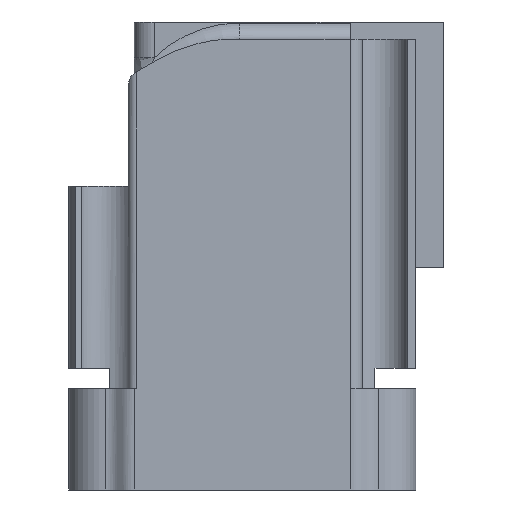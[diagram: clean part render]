
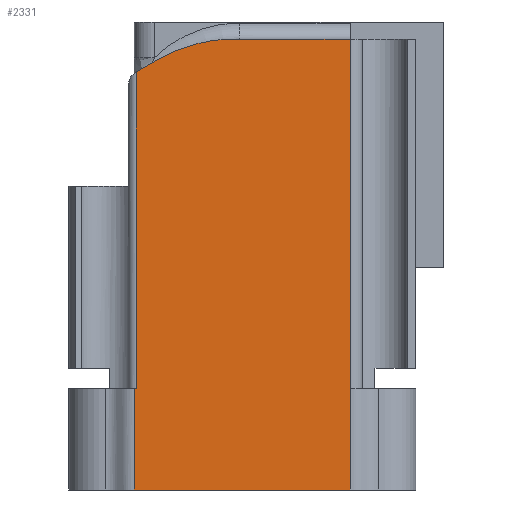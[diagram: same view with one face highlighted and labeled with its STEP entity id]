
A CAD part, left-side view. The second image highlights one B-rep face of the part: STEP entity #2331.
In plain terms, the highlighted planar face has unit normal (-1, 0, 0).
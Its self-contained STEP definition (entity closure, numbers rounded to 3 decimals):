
#32=B_SPLINE_CURVE_WITH_KNOTS('',3,(#3692,#3693,#3694,#3695,#3696,#3697,
#3698,#3699,#3700,#3701,#3702,#3703,#3704,#3705),.UNSPECIFIED.,.F.,.F.,
(4,2,2,2,2,2,4),(0.781,0.854,1.139,1.492,
1.845,2.488,3.131),.UNSPECIFIED.);
#93=PLANE('',#2514);
#194=FACE_OUTER_BOUND('',#325,.T.);
#325=EDGE_LOOP('',(#1824,#1825,#1826,#1827,#1828,#1829,#1830,#1831));
#532=LINE('',#3744,#789);
#535=LINE('',#3758,#792);
#536=LINE('',#3760,#793);
#537=LINE('',#3762,#794);
#538=LINE('',#3764,#795);
#539=LINE('',#3766,#796);
#540=LINE('',#3767,#797);
#789=VECTOR('',#2900,10.);
#792=VECTOR('',#2913,10.);
#793=VECTOR('',#2914,10.);
#794=VECTOR('',#2915,10.);
#795=VECTOR('',#2916,10.);
#796=VECTOR('',#2917,10.);
#797=VECTOR('',#2918,10.);
#1108=VERTEX_POINT('',#3690);
#1109=VERTEX_POINT('',#3691);
#1111=VERTEX_POINT('',#3743);
#1117=VERTEX_POINT('',#3757);
#1118=VERTEX_POINT('',#3759);
#1119=VERTEX_POINT('',#3761);
#1120=VERTEX_POINT('',#3763);
#1121=VERTEX_POINT('',#3765);
#1371=EDGE_CURVE('',#1108,#1109,#32,.T.);
#1375=EDGE_CURVE('',#1109,#1111,#532,.T.);
#1382=EDGE_CURVE('',#1117,#1108,#535,.T.);
#1383=EDGE_CURVE('',#1118,#1117,#536,.T.);
#1384=EDGE_CURVE('',#1119,#1118,#537,.T.);
#1385=EDGE_CURVE('',#1120,#1119,#538,.T.);
#1386=EDGE_CURVE('',#1120,#1121,#539,.T.);
#1387=EDGE_CURVE('',#1121,#1111,#540,.T.);
#1824=ORIENTED_EDGE('',*,*,#1371,.F.);
#1825=ORIENTED_EDGE('',*,*,#1382,.F.);
#1826=ORIENTED_EDGE('',*,*,#1383,.F.);
#1827=ORIENTED_EDGE('',*,*,#1384,.F.);
#1828=ORIENTED_EDGE('',*,*,#1385,.F.);
#1829=ORIENTED_EDGE('',*,*,#1386,.T.);
#1830=ORIENTED_EDGE('',*,*,#1387,.T.);
#1831=ORIENTED_EDGE('',*,*,#1375,.F.);
#2331=ADVANCED_FACE('',(#194),#93,.T.);
#2514=AXIS2_PLACEMENT_3D('',#3756,#2911,#2912);
#2900=DIRECTION('',(0.,-1.,0.));
#2911=DIRECTION('center_axis',(-1.,0.,0.));
#2912=DIRECTION('ref_axis',(0.,-1.,0.));
#2913=DIRECTION('',(0.,0.,1.));
#2914=DIRECTION('',(0.,-1.,0.));
#2915=DIRECTION('',(0.,0.,1.));
#2916=DIRECTION('',(0.,1.,0.));
#2917=DIRECTION('',(0.,0.,1.));
#2918=DIRECTION('',(0.,0.,1.));
#3690=CARTESIAN_POINT('',(-12.1,59.9,103.198));
#3691=CARTESIAN_POINT('',(-12.1,36.691,111.25));
#3692=CARTESIAN_POINT('Ctrl Pts',(-12.1,59.9,103.198));
#3693=CARTESIAN_POINT('Ctrl Pts',(-12.1,59.672,103.325));
#3694=CARTESIAN_POINT('Ctrl Pts',(-12.1,59.446,103.453));
#3695=CARTESIAN_POINT('Ctrl Pts',(-12.1,58.342,104.08));
#3696=CARTESIAN_POINT('Ctrl Pts',(-12.1,57.482,104.58));
#3697=CARTESIAN_POINT('Ctrl Pts',(-12.1,55.634,105.63));
#3698=CARTESIAN_POINT('Ctrl Pts',(-12.1,54.502,106.256));
#3699=CARTESIAN_POINT('Ctrl Pts',(-12.1,52.2,107.43));
#3700=CARTESIAN_POINT('Ctrl Pts',(-12.1,51.028,107.976));
#3701=CARTESIAN_POINT('Ctrl Pts',(-12.1,47.966,109.257));
#3702=CARTESIAN_POINT('Ctrl Pts',(-12.1,45.734,110.006));
#3703=CARTESIAN_POINT('Ctrl Pts',(-12.1,41.169,111.004));
#3704=CARTESIAN_POINT('Ctrl Pts',(-12.1,38.834,111.25));
#3705=CARTESIAN_POINT('Ctrl Pts',(-12.1,36.691,111.25));
#3743=CARTESIAN_POINT('',(-12.1,7.1,111.25));
#3744=CARTESIAN_POINT('',(-12.1,59.9,111.25));
#3756=CARTESIAN_POINT('Origin',(-12.1,60.4,0.));
#3757=CARTESIAN_POINT('',(-12.1,59.9,25.));
#3758=CARTESIAN_POINT('',(-12.1,59.9,30.));
#3759=CARTESIAN_POINT('',(-12.1,60.4,25.));
#3760=CARTESIAN_POINT('',(-12.1,7.1,25.));
#3761=CARTESIAN_POINT('',(-12.1,60.4,0.));
#3762=CARTESIAN_POINT('',(-12.1,60.4,0.));
#3763=CARTESIAN_POINT('',(-12.1,7.1,0.));
#3764=CARTESIAN_POINT('',(-12.1,7.1,0.));
#3765=CARTESIAN_POINT('',(-12.1,7.1,25.));
#3766=CARTESIAN_POINT('',(-12.1,7.1,0.));
#3767=CARTESIAN_POINT('',(-12.1,7.1,30.));
